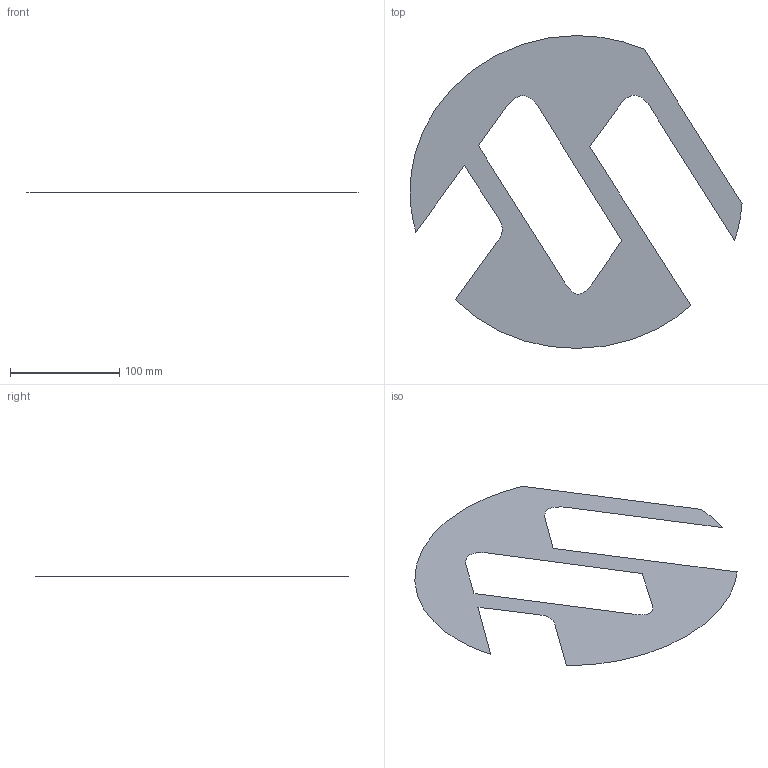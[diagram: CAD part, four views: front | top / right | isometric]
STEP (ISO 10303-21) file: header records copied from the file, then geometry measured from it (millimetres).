
FILE_DESCRIPTION(/* description */ (''),/* implementation_level */ '2;1');
FILE_NAME(/* name */ 'Microchip-CircleM.step',/* time_stamp */ '2023-04-28T15:02:45-07:00',/* author */ (''),/* organization */ (''),/* preprocessor_version */ 'ST-DEVELOPER v19.2',/* originating_system */ 'Autodesk Translation Framework v12.4.0.73',/* authorisation */ '');
FILE_SCHEMA (('AUTOMOTIVE_DESIGN { 1 0 10303 214 3 1 1 }'));
Length unit declared in the file: millimetre
Products named in the file (1): Microchip-CircleM
Bounding box: 303.66 x 286.15 x 0 mm (x, y, z)
Surface area: 37793.2 mm2 (no closed solid volume)
Topology: 0 solids, 1 shells, 1 faces, 21 edges, 21 vertices
Faces by surface type: plane 1
Entity records: 234 total; most frequent: CARTESIAN_POINT 74, VERTEX_POINT 21, EDGE_CURVE 21, ORIENTED_EDGE 21, DIRECTION 15, LINE 11, VECTOR 11, B_SPLINE_CURVE_WITH_KNOTS 10
